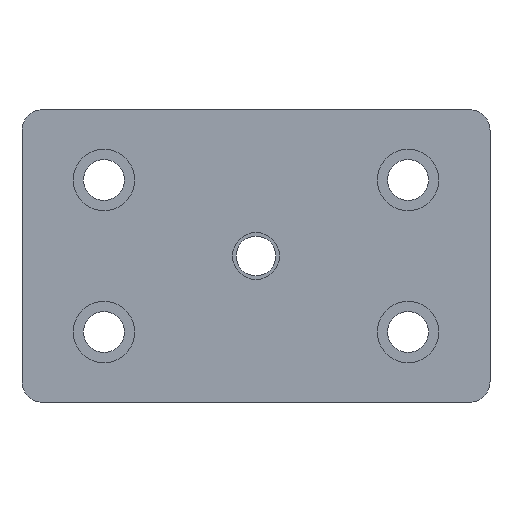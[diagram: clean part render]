
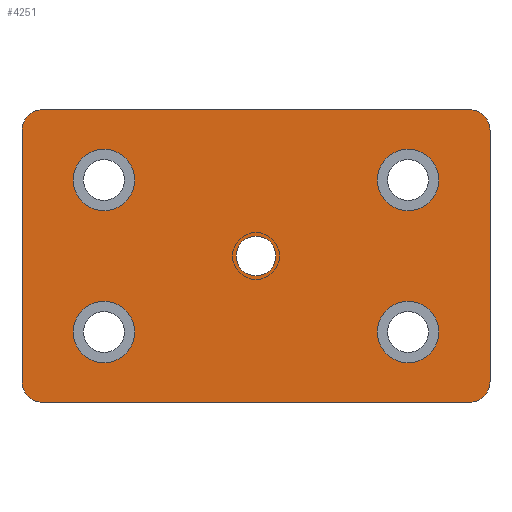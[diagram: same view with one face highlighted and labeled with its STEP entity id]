
A CAD part, front view. The second image highlights one B-rep face of the part: STEP entity #4251.
In plain terms, the highlighted planar face has unit normal (0, -1, 0).
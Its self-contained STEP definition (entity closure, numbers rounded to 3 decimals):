
#1=CARTESIAN_POINT('',(-36.5,0.,-21.5));
#2=DIRECTION('',(0.,-1.,0.));
#3=DIRECTION('',(-1.,0.,0.));
#4=AXIS2_PLACEMENT_3D('',#1,#2,#3);
#6=DIRECTION('',(0.,0.,1.));
#7=VECTOR('',#6,43.);
#8=CARTESIAN_POINT('',(-40.,0.,-21.5));
#9=LINE('',#8,#7);
#10=CARTESIAN_POINT('',(-36.5,0.,21.5));
#11=DIRECTION('',(0.,-1.,0.));
#12=DIRECTION('',(0.,0.,1.));
#13=AXIS2_PLACEMENT_3D('',#10,#11,#12);
#15=DIRECTION('',(1.,0.,0.));
#16=VECTOR('',#15,73.);
#17=CARTESIAN_POINT('',(-36.5,0.,25.));
#18=LINE('',#17,#16);
#19=CARTESIAN_POINT('',(36.5,0.,21.5));
#20=DIRECTION('',(0.,-1.,0.));
#21=DIRECTION('',(1.,0.,0.));
#22=AXIS2_PLACEMENT_3D('',#19,#20,#21);
#24=DIRECTION('',(0.,0.,-1.));
#25=VECTOR('',#24,43.);
#26=CARTESIAN_POINT('',(40.,0.,21.5));
#27=LINE('',#26,#25);
#28=CARTESIAN_POINT('',(36.5,0.,-21.5));
#29=DIRECTION('',(0.,-1.,0.));
#30=DIRECTION('',(0.,0.,-1.));
#31=AXIS2_PLACEMENT_3D('',#28,#29,#30);
#33=DIRECTION('',(-1.,0.,0.));
#34=VECTOR('',#33,73.);
#35=CARTESIAN_POINT('',(36.5,0.,-25.));
#36=LINE('',#35,#34);
#37=CARTESIAN_POINT('',(-26.,0.,13.));
#38=DIRECTION('',(0.,-1.,0.));
#39=DIRECTION('',(1.,0.,0.));
#40=AXIS2_PLACEMENT_3D('',#37,#38,#39);
#42=CARTESIAN_POINT('',(-26.,0.,13.));
#43=DIRECTION('',(0.,-1.,0.));
#44=DIRECTION('',(-1.,0.,0.));
#45=AXIS2_PLACEMENT_3D('',#42,#43,#44);
#47=CARTESIAN_POINT('',(26.,0.,13.));
#48=DIRECTION('',(0.,-1.,0.));
#49=DIRECTION('',(1.,0.,0.));
#50=AXIS2_PLACEMENT_3D('',#47,#48,#49);
#52=CARTESIAN_POINT('',(26.,0.,13.));
#53=DIRECTION('',(0.,-1.,0.));
#54=DIRECTION('',(-1.,0.,0.));
#55=AXIS2_PLACEMENT_3D('',#52,#53,#54);
#57=CARTESIAN_POINT('',(26.,0.,-13.));
#58=DIRECTION('',(0.,-1.,0.));
#59=DIRECTION('',(1.,0.,0.));
#60=AXIS2_PLACEMENT_3D('',#57,#58,#59);
#62=CARTESIAN_POINT('',(26.,0.,-13.));
#63=DIRECTION('',(0.,-1.,0.));
#64=DIRECTION('',(-1.,0.,0.));
#65=AXIS2_PLACEMENT_3D('',#62,#63,#64);
#67=CARTESIAN_POINT('',(-26.,0.,-13.));
#68=DIRECTION('',(0.,-1.,0.));
#69=DIRECTION('',(1.,0.,0.));
#70=AXIS2_PLACEMENT_3D('',#67,#68,#69);
#72=CARTESIAN_POINT('',(-26.,0.,-13.));
#73=DIRECTION('',(0.,-1.,0.));
#74=DIRECTION('',(-1.,0.,0.));
#75=AXIS2_PLACEMENT_3D('',#72,#73,#74);
#77=CARTESIAN_POINT('',(0.,0.,0.));
#78=DIRECTION('',(0.,-1.,0.));
#79=DIRECTION('',(-1.,0.,0.));
#80=AXIS2_PLACEMENT_3D('',#77,#78,#79);
#82=CARTESIAN_POINT('',(0.,0.,0.));
#83=DIRECTION('',(0.,-1.,0.));
#84=DIRECTION('',(1.,0.,0.));
#85=AXIS2_PLACEMENT_3D('',#82,#83,#84);
#3436=CARTESIAN_POINT('',(-40.,0.,-21.5));
#3437=VERTEX_POINT('',#3436);
#3438=CARTESIAN_POINT('',(-36.5,0.,-25.));
#3439=VERTEX_POINT('',#3438);
#3440=CARTESIAN_POINT('',(-36.5,0.,25.));
#3441=CARTESIAN_POINT('',(-40.,0.,21.5));
#3442=VERTEX_POINT('',#3440);
#3443=VERTEX_POINT('',#3441);
#3448=CARTESIAN_POINT('',(40.,0.,21.5));
#3449=CARTESIAN_POINT('',(36.5,0.,25.));
#3450=VERTEX_POINT('',#3448);
#3451=VERTEX_POINT('',#3449);
#3456=CARTESIAN_POINT('',(36.5,0.,-25.));
#3457=CARTESIAN_POINT('',(40.,0.,-21.5));
#3458=VERTEX_POINT('',#3456);
#3459=VERTEX_POINT('',#3457);
#3624=CARTESIAN_POINT('',(-20.75,0.,13.));
#3625=CARTESIAN_POINT('',(-31.25,0.,13.));
#3626=VERTEX_POINT('',#3624);
#3627=VERTEX_POINT('',#3625);
#3628=CARTESIAN_POINT('',(31.25,0.,13.));
#3629=CARTESIAN_POINT('',(20.75,0.,13.));
#3630=VERTEX_POINT('',#3628);
#3631=VERTEX_POINT('',#3629);
#3632=CARTESIAN_POINT('',(31.25,0.,-13.));
#3633=CARTESIAN_POINT('',(20.75,0.,-13.));
#3634=VERTEX_POINT('',#3632);
#3635=VERTEX_POINT('',#3633);
#3636=CARTESIAN_POINT('',(-20.75,0.,-13.));
#3637=CARTESIAN_POINT('',(-31.25,0.,-13.));
#3638=VERTEX_POINT('',#3636);
#3639=VERTEX_POINT('',#3637);
#3656=CARTESIAN_POINT('',(-3.4,0.,0.));
#3657=CARTESIAN_POINT('',(3.4,0.,0.));
#3658=VERTEX_POINT('',#3656);
#3659=VERTEX_POINT('',#3657);
#4198=CARTESIAN_POINT('',(0.,0.,0.));
#4199=DIRECTION('',(0.,1.,0.));
#4200=DIRECTION('',(1.,0.,0.));
#4201=AXIS2_PLACEMENT_3D('',#4198,#4199,#4200);
#4202=PLANE('',#4201);
#4204=ORIENTED_EDGE('',*,*,#4203,.F.);
#4206=ORIENTED_EDGE('',*,*,#4205,.T.);
#4208=ORIENTED_EDGE('',*,*,#4207,.F.);
#4210=ORIENTED_EDGE('',*,*,#4209,.T.);
#4212=ORIENTED_EDGE('',*,*,#4211,.F.);
#4214=ORIENTED_EDGE('',*,*,#4213,.T.);
#4216=ORIENTED_EDGE('',*,*,#4215,.F.);
#4218=ORIENTED_EDGE('',*,*,#4217,.T.);
#4219=EDGE_LOOP('',(#4204,#4206,#4208,#4210,#4212,#4214,#4216,#4218));
#4220=FACE_OUTER_BOUND('',#4219,.F.);
#4222=ORIENTED_EDGE('',*,*,#4221,.T.);
#4224=ORIENTED_EDGE('',*,*,#4223,.T.);
#4225=EDGE_LOOP('',(#4222,#4224));
#4226=FACE_BOUND('',#4225,.F.);
#4228=ORIENTED_EDGE('',*,*,#4227,.T.);
#4230=ORIENTED_EDGE('',*,*,#4229,.T.);
#4231=EDGE_LOOP('',(#4228,#4230));
#4232=FACE_BOUND('',#4231,.F.);
#4234=ORIENTED_EDGE('',*,*,#4233,.T.);
#4236=ORIENTED_EDGE('',*,*,#4235,.T.);
#4237=EDGE_LOOP('',(#4234,#4236));
#4238=FACE_BOUND('',#4237,.F.);
#4240=ORIENTED_EDGE('',*,*,#4239,.T.);
#4242=ORIENTED_EDGE('',*,*,#4241,.T.);
#4243=EDGE_LOOP('',(#4240,#4242));
#4244=FACE_BOUND('',#4243,.F.);
#4246=ORIENTED_EDGE('',*,*,#4245,.T.);
#4248=ORIENTED_EDGE('',*,*,#4247,.T.);
#4249=EDGE_LOOP('',(#4246,#4248));
#4250=FACE_BOUND('',#4249,.F.);
#4251=ADVANCED_FACE('',(#4220,#4226,#4232,#4238,#4244,#4250),#4202,.F.);
#5=CIRCLE('',#4,3.5);
#14=CIRCLE('',#13,3.5);
#23=CIRCLE('',#22,3.5);
#32=CIRCLE('',#31,3.5);
#41=CIRCLE('',#40,5.25);
#46=CIRCLE('',#45,5.25);
#51=CIRCLE('',#50,5.25);
#56=CIRCLE('',#55,5.25);
#61=CIRCLE('',#60,5.25);
#66=CIRCLE('',#65,5.25);
#71=CIRCLE('',#70,5.25);
#76=CIRCLE('',#75,5.25);
#81=CIRCLE('',#80,3.4);
#86=CIRCLE('',#85,3.4);
#4203=EDGE_CURVE('',#3437,#3439,#5,.T.);
#4205=EDGE_CURVE('',#3437,#3443,#9,.T.);
#4207=EDGE_CURVE('',#3442,#3443,#14,.T.);
#4209=EDGE_CURVE('',#3442,#3451,#18,.T.);
#4211=EDGE_CURVE('',#3450,#3451,#23,.T.);
#4213=EDGE_CURVE('',#3450,#3459,#27,.T.);
#4215=EDGE_CURVE('',#3458,#3459,#32,.T.);
#4217=EDGE_CURVE('',#3458,#3439,#36,.T.);
#4221=EDGE_CURVE('',#3626,#3627,#41,.T.);
#4223=EDGE_CURVE('',#3627,#3626,#46,.T.);
#4227=EDGE_CURVE('',#3630,#3631,#51,.T.);
#4229=EDGE_CURVE('',#3631,#3630,#56,.T.);
#4233=EDGE_CURVE('',#3634,#3635,#61,.T.);
#4235=EDGE_CURVE('',#3635,#3634,#66,.T.);
#4239=EDGE_CURVE('',#3638,#3639,#71,.T.);
#4241=EDGE_CURVE('',#3639,#3638,#76,.T.);
#4245=EDGE_CURVE('',#3658,#3659,#81,.T.);
#4247=EDGE_CURVE('',#3659,#3658,#86,.T.);
